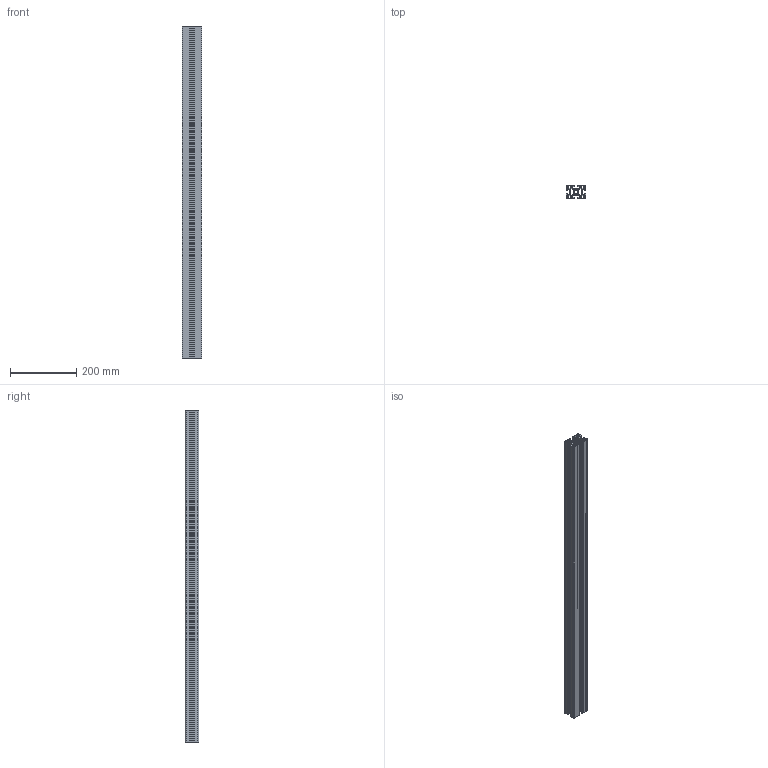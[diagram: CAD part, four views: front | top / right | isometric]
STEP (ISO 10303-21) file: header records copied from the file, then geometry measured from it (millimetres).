
FILE_DESCRIPTION (( 'STEP AP214' ), '1' );
FILE_NAME ('446 Êîíñòðóêöèîííûé ïðîôèëü 40õ60.STEP', '2019-02-28T12:57:13', ( 'Ïîëüçîâàòåëü Windows' ), ( '' ), 'SwSTEP 2.0', 'SolidWorks 2018', '' );
FILE_SCHEMA (( 'AUTOMOTIVE_DESIGN' ));
Length unit declared in the file: millimetre
Products named in the file (1): 446 Êîíñòðóêöèîííûé ïðîôèëü 40õ60
Bounding box: 60 x 40 x 1000 mm (x, y, z)
Volume: 827224 mm3; surface area: 720466.1 mm2
Topology: 1 solids, 1 shells, 388 faces, 1158 edges, 772 vertices
Faces by surface type: cylinder 208, plane 180
Entity records: 13240 total; most frequent: DIRECTION 2352, CARTESIAN_POINT 2319, ORIENTED_EDGE 2316, EDGE_CURVE 1158, AXIS2_PLACEMENT_3D 805, VERTEX_POINT 772, LINE 742, VECTOR 742
